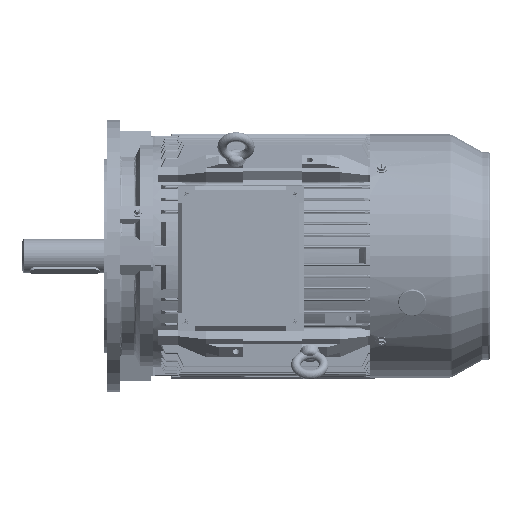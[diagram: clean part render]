
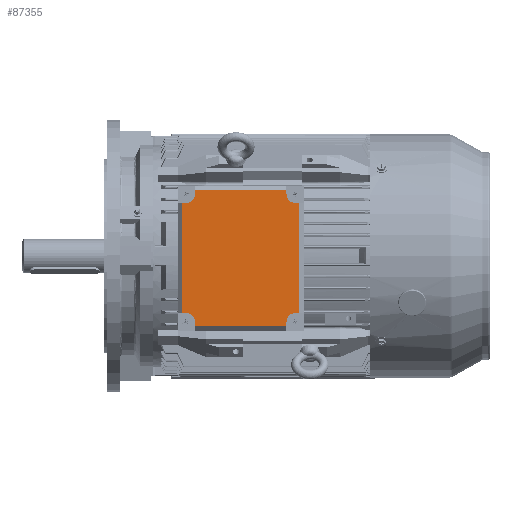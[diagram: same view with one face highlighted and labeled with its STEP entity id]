
A CAD part, top view. The second image highlights one B-rep face of the part: STEP entity #87355.
In plain terms, the highlighted planar face has unit normal (0, 0, 1).
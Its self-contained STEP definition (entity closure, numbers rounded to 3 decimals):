
#87223 = VERTEX_POINT ( 'NONE', #93116 ) ;
#87355 = ADVANCED_FACE ( 'NONE', ( #93251 ), #93250, .T. ) ;
#87359 = EDGE_LOOP ( 'NONE', ( #87371, #87387, #87510, #87523, #87410, #87420, #87559, #87483, #87785, #87543, #87677, #87714, #87923, #87800, #87815, #87825 ) ) ;
#87371 = ORIENTED_EDGE ( 'NONE', *, *, #87373, .F. ) ;
#87373 = EDGE_CURVE ( 'NONE', #87380, #87383, #93411, .T. ) ;
#87380 = VERTEX_POINT ( 'NONE', #93391 ) ;
#87383 = VERTEX_POINT ( 'NONE', #93387 ) ;
#87387 = ORIENTED_EDGE ( 'NONE', *, *, #87499, .T. ) ;
#87410 = ORIENTED_EDGE ( 'NONE', *, *, #87412, .F. ) ;
#87412 = EDGE_CURVE ( 'NONE', #87418, #87529, #93349, .T. ) ;
#87418 = VERTEX_POINT ( 'NONE', #93529 ) ;
#87420 = ORIENTED_EDGE ( 'NONE', *, *, #87426, .T. ) ;
#87426 = EDGE_CURVE ( 'NONE', #87418, #87223, #93514, .T. ) ;
#87483 = ORIENTED_EDGE ( 'NONE', *, *, #88038, .F. ) ;
#87499 = EDGE_CURVE ( 'NONE', #87380, #87502, #93588, .T. ) ;
#87502 = VERTEX_POINT ( 'NONE', #93570 ) ;
#87510 = ORIENTED_EDGE ( 'NONE', *, *, #87516, .F. ) ;
#87516 = EDGE_CURVE ( 'NONE', #87519, #87502, #93555, .T. ) ;
#87519 = VERTEX_POINT ( 'NONE', #93739 ) ;
#87523 = ORIENTED_EDGE ( 'NONE', *, *, #87525, .F. ) ;
#87525 = EDGE_CURVE ( 'NONE', #87529, #87519, #93732, .T. ) ;
#87529 = VERTEX_POINT ( 'NONE', #93721 ) ;
#87543 = ORIENTED_EDGE ( 'NONE', *, *, #87545, .T. ) ;
#87545 = EDGE_CURVE ( 'NONE', #87791, #87554, #93694, .T. ) ;
#87554 = VERTEX_POINT ( 'NONE', #93675 ) ;
#87559 = ORIENTED_EDGE ( 'NONE', *, *, #87562, .F. ) ;
#87562 = EDGE_CURVE ( 'NONE', #87936, #87223, #93654, .T. ) ;
#87649 = EDGE_CURVE ( 'NONE', #87383, #87820, #93893, .T. ) ;
#87677 = ORIENTED_EDGE ( 'NONE', *, *, #87684, .F. ) ;
#87684 = EDGE_CURVE ( 'NONE', #87702, #87554, #94020, .T. ) ;
#87702 = VERTEX_POINT ( 'NONE', #93992 ) ;
#87714 = ORIENTED_EDGE ( 'NONE', *, *, #87715, .F. ) ;
#87715 = EDGE_CURVE ( 'NONE', #87917, #87702, #93979, .T. ) ;
#87782 = VERTEX_POINT ( 'NONE', #94250 ) ;
#87785 = ORIENTED_EDGE ( 'NONE', *, *, #87787, .F. ) ;
#87787 = EDGE_CURVE ( 'NONE', #87791, #87782, #94241, .T. ) ;
#87791 = VERTEX_POINT ( 'NONE', #94233 ) ;
#87798 = VERTEX_POINT ( 'NONE', #94219 ) ;
#87800 = ORIENTED_EDGE ( 'NONE', *, *, #87803, .T. ) ;
#87803 = EDGE_CURVE ( 'NONE', #87798, #87809, #94207, .T. ) ;
#87809 = VERTEX_POINT ( 'NONE', #94183 ) ;
#87815 = ORIENTED_EDGE ( 'NONE', *, *, #87817, .F. ) ;
#87817 = EDGE_CURVE ( 'NONE', #87820, #87809, #94178, .T. ) ;
#87820 = VERTEX_POINT ( 'NONE', #94169 ) ;
#87825 = ORIENTED_EDGE ( 'NONE', *, *, #87649, .F. ) ;
#87917 = VERTEX_POINT ( 'NONE', #94581 ) ;
#87923 = ORIENTED_EDGE ( 'NONE', *, *, #87925, .F. ) ;
#87925 = EDGE_CURVE ( 'NONE', #87798, #87917, #94573, .T. ) ;
#87936 = VERTEX_POINT ( 'NONE', #94545 ) ;
#88038 = EDGE_CURVE ( 'NONE', #87782, #87936, #94762, .T. ) ;
#88660 = DIRECTION ( 'NONE',  ( -1., 0., 0. ) ) ;
#88668 = VECTOR ( 'NONE', #88660, 1000. ) ;
#93116 = CARTESIAN_POINT ( 'NONE',  ( -87.5, -59., 12. ) ) ;
#93248 = CARTESIAN_POINT ( 'NONE',  ( -93.5, -81., 12. ) ) ;
#93250 = PLANE ( 'NONE',  #93440 ) ;
#93251 = FACE_OUTER_BOUND ( 'NONE', #87359, .T. ) ;
#93347 = CARTESIAN_POINT ( 'NONE',  ( -93.5, 59., 12. ) ) ;
#93349 = LINE ( 'NONE', #93347, #93546 ) ;
#93387 = CARTESIAN_POINT ( 'NONE',  ( 70.5, 70., 12. ) ) ;
#93391 = CARTESIAN_POINT ( 'NONE',  ( 70.5, 75., 12. ) ) ;
#93406 = DIRECTION ( 'NONE',  ( 0., -1., 0. ) ) ;
#93407 = VECTOR ( 'NONE', #93406, 1000. ) ;
#93410 = CARTESIAN_POINT ( 'NONE',  ( 70.5, 81., 12. ) ) ;
#93411 = LINE ( 'NONE', #93410, #93407 ) ;
#93436 = DIRECTION ( 'NONE',  ( 1., 0., 0. ) ) ;
#93438 = DIRECTION ( 'NONE',  ( 0., 0., 1. ) ) ;
#93440 = AXIS2_PLACEMENT_3D ( 'NONE', #93248, #93438, #93436 ) ;
#93510 = DIRECTION ( 'NONE',  ( 0., -1., 0. ) ) ;
#93511 = VECTOR ( 'NONE', #93510, 1000. ) ;
#93513 = CARTESIAN_POINT ( 'NONE',  ( -87.5, -59., 12. ) ) ;
#93514 = LINE ( 'NONE', #93513, #93511 ) ;
#93529 = CARTESIAN_POINT ( 'NONE',  ( -87.5, 59., 12. ) ) ;
#93544 = DIRECTION ( 'NONE',  ( 1., 0., 0. ) ) ;
#93546 = VECTOR ( 'NONE', #93544, 1000. ) ;
#93551 = DIRECTION ( 'NONE',  ( 0., 1., 0. ) ) ;
#93552 = CARTESIAN_POINT ( 'NONE',  ( -71.5, 81., 12. ) ) ;
#93555 = LINE ( 'NONE', #93552, #93754 ) ;
#93570 = CARTESIAN_POINT ( 'NONE',  ( -71.5, 75., 12. ) ) ;
#93581 = DIRECTION ( 'NONE',  ( -1., 0., 0. ) ) ;
#93583 = VECTOR ( 'NONE', #93581, 1000. ) ;
#93585 = CARTESIAN_POINT ( 'NONE',  ( -71.5, 75., 12. ) ) ;
#93588 = LINE ( 'NONE', #93585, #93583 ) ;
#93653 = CARTESIAN_POINT ( 'NONE',  ( -93.5, -59., 12. ) ) ;
#93654 = LINE ( 'NONE', #93653, #88668 ) ;
#93675 = CARTESIAN_POINT ( 'NONE',  ( 70.5, -75., 12. ) ) ;
#93689 = DIRECTION ( 'NONE',  ( 1., 0., 0. ) ) ;
#93691 = VECTOR ( 'NONE', #93689, 1000. ) ;
#93693 = CARTESIAN_POINT ( 'NONE',  ( 70.5, -75., 12. ) ) ;
#93694 = LINE ( 'NONE', #93693, #93691 ) ;
#93721 = CARTESIAN_POINT ( 'NONE',  ( -82.5, 59., 12. ) ) ;
#93725 = DIRECTION ( 'NONE',  ( 1., 0., 0. ) ) ;
#93727 = DIRECTION ( 'NONE',  ( 0., 0., 1. ) ) ;
#93729 = CARTESIAN_POINT ( 'NONE',  ( -82.5, 70., 12. ) ) ;
#93730 = AXIS2_PLACEMENT_3D ( 'NONE', #93729, #93727, #93725 ) ;
#93732 = CIRCLE ( 'NONE', #93730, 11. ) ;
#93739 = CARTESIAN_POINT ( 'NONE',  ( -71.5, 70., 12. ) ) ;
#93754 = VECTOR ( 'NONE', #93551, 1000. ) ;
#93887 = DIRECTION ( 'NONE',  ( -1., 0., 0. ) ) ;
#93888 = DIRECTION ( 'NONE',  ( 0., 0., 1. ) ) ;
#93890 = CARTESIAN_POINT ( 'NONE',  ( 81.5, 70., 12. ) ) ;
#93891 = AXIS2_PLACEMENT_3D ( 'NONE', #93890, #93888, #93887 ) ;
#93893 = CIRCLE ( 'NONE', #93891, 11. ) ;
#93961 = DIRECTION ( 'NONE',  ( 0., 0., 1. ) ) ;
#93964 = CARTESIAN_POINT ( 'NONE',  ( 81.5, -70., 12. ) ) ;
#93965 = AXIS2_PLACEMENT_3D ( 'NONE', #93964, #93961, #94166 ) ;
#93979 = CIRCLE ( 'NONE', #93965, 11. ) ;
#93992 = CARTESIAN_POINT ( 'NONE',  ( 70.5, -70., 12. ) ) ;
#94012 = DIRECTION ( 'NONE',  ( 0., -1., 0. ) ) ;
#94015 = VECTOR ( 'NONE', #94012, 1000. ) ;
#94018 = CARTESIAN_POINT ( 'NONE',  ( 70.5, -81., 12. ) ) ;
#94020 = LINE ( 'NONE', #94018, #94015 ) ;
#94166 = DIRECTION ( 'NONE',  ( 1., 0., 0. ) ) ;
#94169 = CARTESIAN_POINT ( 'NONE',  ( 81.5, 59., 12. ) ) ;
#94172 = DIRECTION ( 'NONE',  ( 1., 0., 0. ) ) ;
#94174 = VECTOR ( 'NONE', #94172, 1000. ) ;
#94176 = CARTESIAN_POINT ( 'NONE',  ( 93.5, 59., 12. ) ) ;
#94178 = LINE ( 'NONE', #94176, #94174 ) ;
#94183 = CARTESIAN_POINT ( 'NONE',  ( 87.5, 59., 12. ) ) ;
#94202 = DIRECTION ( 'NONE',  ( 0., 1., 0. ) ) ;
#94203 = VECTOR ( 'NONE', #94202, 1000. ) ;
#94206 = CARTESIAN_POINT ( 'NONE',  ( 87.5, 59., 12. ) ) ;
#94207 = LINE ( 'NONE', #94206, #94203 ) ;
#94219 = CARTESIAN_POINT ( 'NONE',  ( 87.5, -59., 12. ) ) ;
#94233 = CARTESIAN_POINT ( 'NONE',  ( -71.5, -75., 12. ) ) ;
#94236 = DIRECTION ( 'NONE',  ( 0., 1., 0. ) ) ;
#94237 = VECTOR ( 'NONE', #94236, 1000. ) ;
#94239 = CARTESIAN_POINT ( 'NONE',  ( -71.5, -81., 12. ) ) ;
#94241 = LINE ( 'NONE', #94239, #94237 ) ;
#94250 = CARTESIAN_POINT ( 'NONE',  ( -71.5, -70., 12. ) ) ;
#94545 = CARTESIAN_POINT ( 'NONE',  ( -82.5, -59., 12. ) ) ;
#94566 = DIRECTION ( 'NONE',  ( -1., 0., 0. ) ) ;
#94569 = VECTOR ( 'NONE', #94566, 1000. ) ;
#94571 = CARTESIAN_POINT ( 'NONE',  ( 93.5, -59., 12. ) ) ;
#94573 = LINE ( 'NONE', #94571, #94569 ) ;
#94581 = CARTESIAN_POINT ( 'NONE',  ( 81.5, -59., 12. ) ) ;
#94735 = DIRECTION ( 'NONE',  ( -1., 0., 0. ) ) ;
#94737 = DIRECTION ( 'NONE',  ( 0., 0., 1. ) ) ;
#94740 = CARTESIAN_POINT ( 'NONE',  ( -82.5, -70., 12. ) ) ;
#94742 = AXIS2_PLACEMENT_3D ( 'NONE', #94740, #94737, #94735 ) ;
#94762 = CIRCLE ( 'NONE', #94742, 11. ) ;
